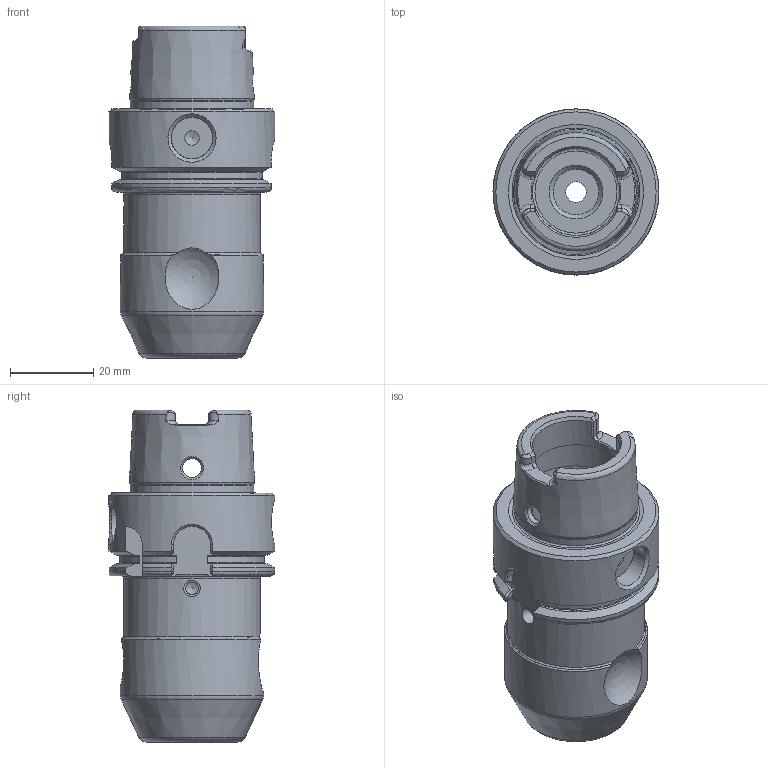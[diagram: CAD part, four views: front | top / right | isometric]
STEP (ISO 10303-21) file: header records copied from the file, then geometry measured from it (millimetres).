
FILE_DESCRIPTION(/* description */ (''),/* implementation_level */ '2;1');
FILE_NAME(/* name */ '96040041-10-60-V1.stp',/* time_stamp */ '2024-08-30T08:59:49+02:00',/* author */ ('jana.schmid'),/* organization */ (''),/* preprocessor_version */ 'ST-DEVELOPER v19.2',/* originating_system */ 'Autodesk Inventor 2023',/* authorisation */ '');
FILE_SCHEMA (('AUTOMOTIVE_DESIGN { 1 0 10303 214 3 1 1 }'));
Length unit declared in the file: millimetre
Products named in the file (1): 96040041-10-60-V1
Bounding box: 40 x 40 x 80 mm (x, y, z)
Volume: 52276.9 mm3; surface area: 15780.7 mm2
Topology: 1 solids, 1 shells, 233 faces, 651 edges, 421 vertices
Faces by surface type: plane 76, cylinder 52, cone 46, torus 32, bspline 22, sphere 5
Full cylindrical faces by diameter (mm): 2.8 x2, 3 x2, 4 x1, 4.6 x1, 5 x1, 8.5 x1, 9 x1, 10 x1, 10.05 x1, 11 x2, 12.5 x1, 21 x2, 25.5 x1, 29.804 x1, 33 x1, 34.5 x1, 40 x1
Entity records: 9335 total; most frequent: CARTESIAN_POINT 3558, ORIENTED_EDGE 1294, DIRECTION 1097, EDGE_CURVE 647, AXIS2_PLACEMENT_3D 427, VERTEX_POINT 421, EDGE_LOOP 252, LINE 243
